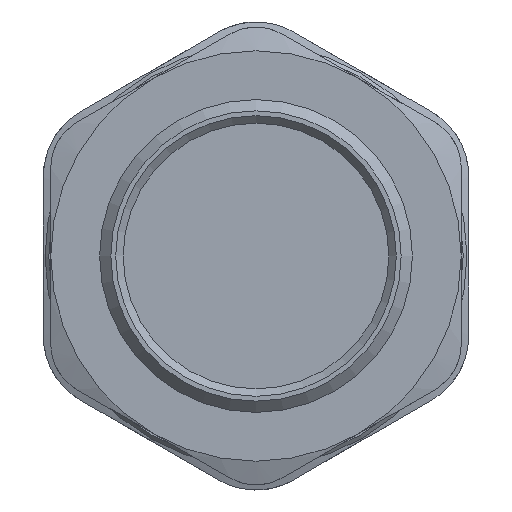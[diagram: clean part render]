
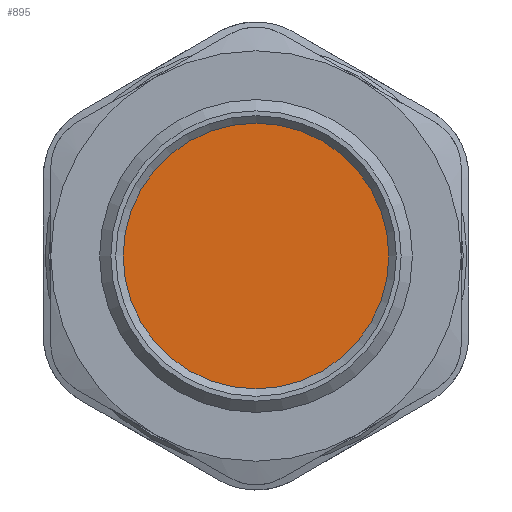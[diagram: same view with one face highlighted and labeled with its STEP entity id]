
A CAD part, front view. The second image highlights one B-rep face of the part: STEP entity #895.
In plain terms, the highlighted planar face has unit normal (0, -1, 0).
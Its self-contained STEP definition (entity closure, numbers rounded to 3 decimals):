
#247=FACE_OUTER_BOUND('',#303,.T.);
#303=EDGE_LOOP('',(#612));
#364=CIRCLE('',#975,17.8);
#397=VERTEX_POINT('',#1282);
#480=EDGE_CURVE('',#397,#397,#364,.T.);
#612=ORIENTED_EDGE('',*,*,#480,.F.);
#876=PLANE('',#974);
#895=ADVANCED_FACE('',(#247),#876,.F.);
#974=AXIS2_PLACEMENT_3D('',#1281,#1065,#1066);
#975=AXIS2_PLACEMENT_3D('',#1283,#1067,#1068);
#1065=DIRECTION('center_axis',(0.,1.,0.));
#1066=DIRECTION('ref_axis',(0.,0.,1.));
#1067=DIRECTION('center_axis',(0.,1.,0.));
#1068=DIRECTION('ref_axis',(1.,0.,0.));
#1281=CARTESIAN_POINT('Origin',(-8.737,-36.479,0.));
#1282=CARTESIAN_POINT('',(-26.537,-36.479,0.));
#1283=CARTESIAN_POINT('Origin',(-8.737,-36.479,0.));
